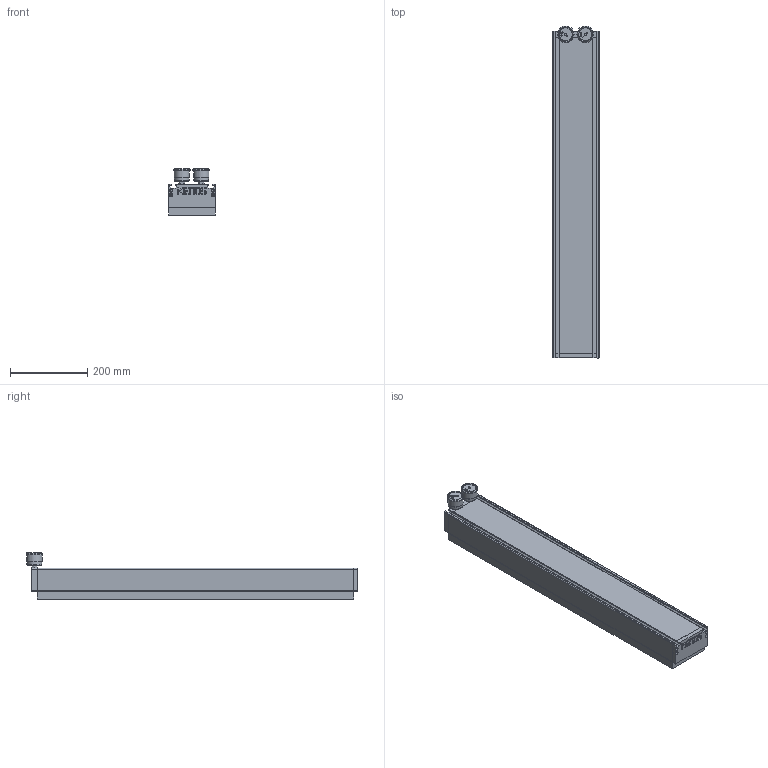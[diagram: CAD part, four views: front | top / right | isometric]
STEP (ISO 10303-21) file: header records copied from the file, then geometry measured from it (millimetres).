
FILE_DESCRIPTION(/* description */ ('Unknown'),/* implementation_level */ '2;1');
FILE_NAME(/* name */ 'KVG_A0812_B07_C08_D2X_D01_EX_FX_G081220',/* time_stamp */ '2017-12-14T13:16:40+01:00',/* author */ ('Unknown'),/* organization */ ('Unknown'),/* preprocessor_version */ 'ST-DEVELOPER v16.7',/* originating_system */ 'DEX',/* authorisation */ $);
FILE_SCHEMA (('AUTOMOTIVE_DESIGN {1 0 10303 214 3 1 1}'));
Length unit declared in the file: millimetre
Products named in the file (15): KVG_A0812_B07_C08_D2X_D01_EX_FX_G081220; KVG_120_PROF_800; KVG_120_PROFILE_800; KVG_FOAM_800_20; KVG_FOAM_20_800; KVG_120_GABLE_B_BB; KVG_G_COAX_1; KVG_120_GABLE_A_AB; KVG_G_PU; KVG_120_MON_B_M1; pressure gauge; vacuum gauge; KVG_120_MON_A_BLANK; KVG_120_BC_A_BLANK; KVG_120_BC_B_BLANK
Assembly tree (14 placements, depth 3):
  KVG_A0812_B07_C08_D2X_D01_EX_FX_G081220
    KVG_120_PROF_800
      KVG_120_PROFILE_800
    KVG_FOAM_800_20
      KVG_FOAM_20_800
    KVG_120_GABLE_B_BB
      KVG_G_COAX_1
    KVG_120_GABLE_A_AB
      KVG_G_PU
    KVG_120_MON_B_M1
      pressure gauge
      vacuum gauge
    KVG_120_MON_A_BLANK
    KVG_120_BC_A_BLANK
    KVG_120_BC_B_BLANK
Bounding box: 120 x 860 x 119.79 mm (x, y, z)
Volume: 7896393.9 mm3; surface area: 648675.9 mm2
Topology: 6 solids, 6 shells, 303 faces, 762 edges, 506 vertices
Faces by surface type: plane 175, cylinder 107, cone 17, torus 4
Full cylindrical faces by diameter (mm): 3 x4, 3.242 x2, 4.2 x2, 5 x4, 5.5 x8, 8 x1, 8.566 x2, 9 x8, 9.73 x2, 11.445 x2, 12 x2, 25 x2, 38 x2, 40 x2, 43 x2
Entity records: 10370 total; most frequent: DIRECTION 1546, CARTESIAN_POINT 1512, ORIENTED_EDGE 1368, EDGE_CURVE 684, AXIS2_PLACEMENT_3D 548, VERTEX_POINT 494, LINE 450, VECTOR 450
